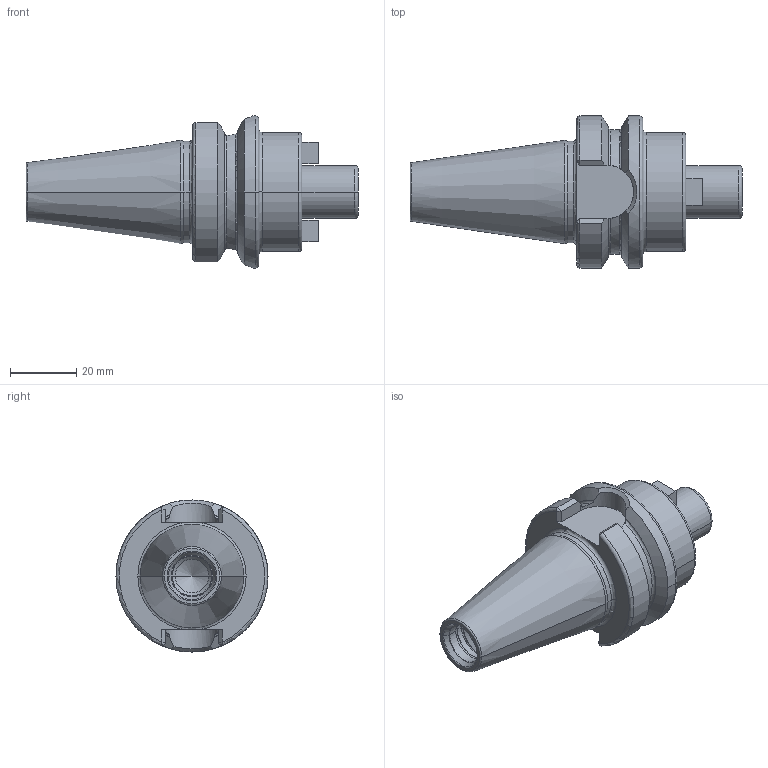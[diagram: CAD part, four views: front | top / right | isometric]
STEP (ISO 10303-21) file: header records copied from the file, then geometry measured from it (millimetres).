
FILE_DESCRIPTION((''),'2;1');
FILE_NAME('30-550-16','2011-08-22T',('mei'),(''),'PRO/ENGINEER BY PARAMETRIC TECHNOLOGY CORPORATION, 2010430','PRO/ENGINEER BY PARAMETRIC TECHNOLOGY CORPORATION, 2010430','');
FILE_SCHEMA(('CONFIG_CONTROL_DESIGN'));
Length unit declared in the file: millimetre
Products named in the file (1): 30-550-16
Bounding box: 100.4 x 45.98 x 45.98 mm (x, y, z)
Volume: 65553.8 mm3; surface area: 15562 mm2
Topology: 1 solids, 3 shells, 113 faces, 272 edges, 164 vertices
Faces by surface type: plane 37, torus 26, cylinder 26, cone 18, bspline 6
Entity records: 3682 total; most frequent: CARTESIAN_POINT 1049, DIRECTION 558, ORIENTED_EDGE 524, EDGE_CURVE 266, AXIS2_PLACEMENT_3D 226, VERTEX_POINT 164, EDGE_LOOP 122, CIRCLE 118
